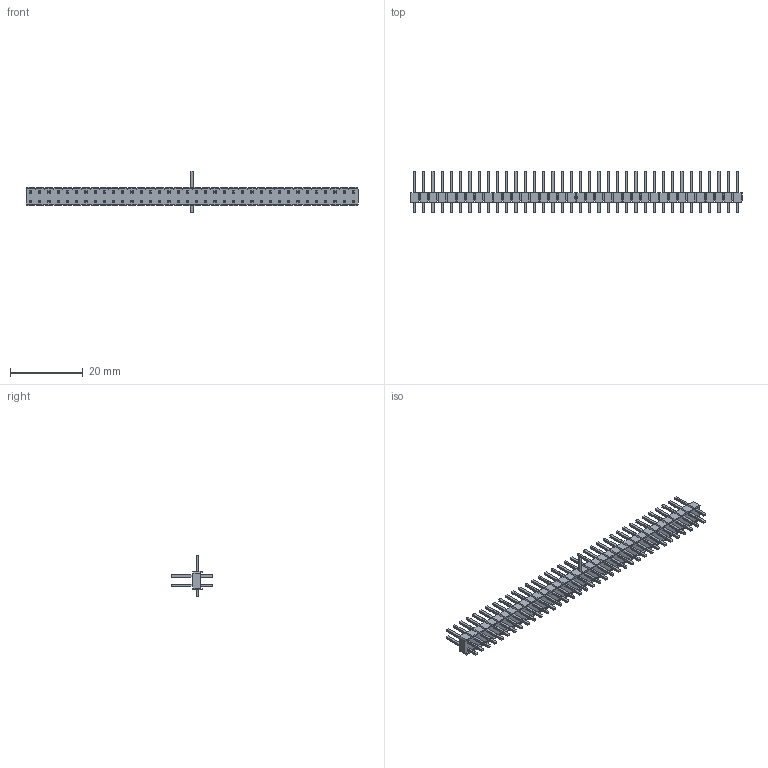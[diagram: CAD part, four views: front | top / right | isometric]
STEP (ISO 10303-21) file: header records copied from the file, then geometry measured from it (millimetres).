
FILE_DESCRIPTION( ( 'Unknown' ), '1' );
FILE_NAME( '61307221121.stp', 'Unknown', ( 'Unknown' ), ( 'Unknown' ), 'PSStep 14.0', 'Unknown', ' ' );
FILE_SCHEMA( ( 'AUTOMOTIVE_DESIGN { 1 0 10303 214 1 1 1 1 }' ) );
Length unit declared in the file: millimetre
Products named in the file (3): Assem1; 6130xx21121_PIN; 61307221121
Bounding box: 91.44 x 11.54 x 11.54 mm (x, y, z)
Volume: 2177.6 mm3; surface area: 5958.8 mm2
Topology: 75 solids, 75 shells, 2326 faces, 5944 edges, 3768 vertices
Faces by surface type: plane 2326
Entity records: 27902 total; most frequent: CARTESIAN_POINT 4034, ORIENTED_EDGE 3956, DIRECTION 3458, EDGE_CURVE 1978, LINE 1978, VECTOR 1978, VERTEX_POINT 1316, EDGE_LOOP 810
